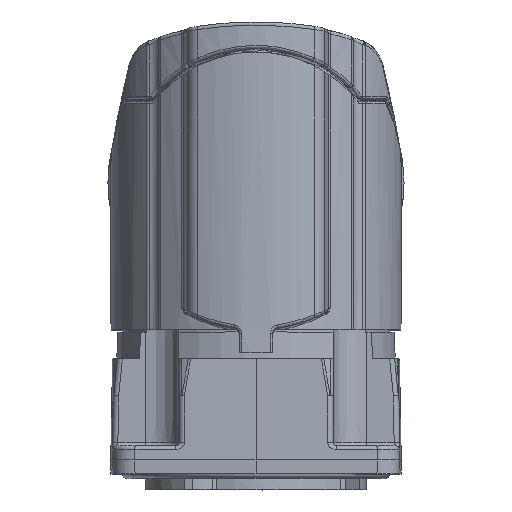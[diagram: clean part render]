
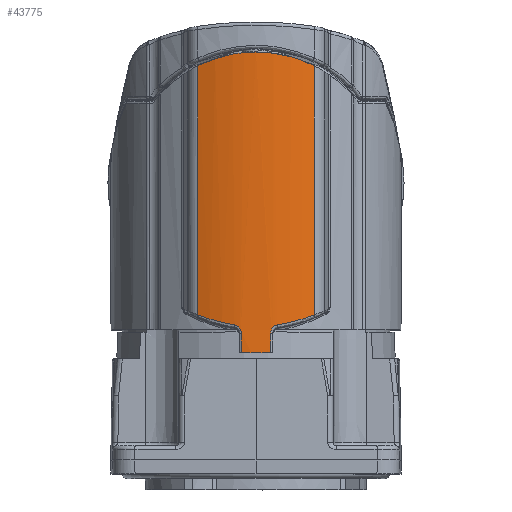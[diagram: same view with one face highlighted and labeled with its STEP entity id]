
A CAD part, top view. The second image highlights one B-rep face of the part: STEP entity #43775.
In plain terms, the highlighted cylindrical face has radius 15 mm (diameter 30 mm), a partial arc.
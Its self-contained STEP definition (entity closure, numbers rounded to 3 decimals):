
#10870=CARTESIAN_POINT('',(5.21,36.514,14.066));
#11437=CARTESIAN_POINT('',(-5.21,36.514,
14.066));
#15592=CARTESIAN_POINT('',(-5.21,14.249,
14.066));
#15593=CARTESIAN_POINT('',(-4.992,14.158,
14.147));
#15594=CARTESIAN_POINT('',(-4.556,13.988,
14.297));
#15595=CARTESIAN_POINT('',(-3.899,13.771,
14.49));
#15596=CARTESIAN_POINT('',(-3.24,13.59,
14.651));
#15597=CARTESIAN_POINT('',(-2.58,13.444,
14.781));
#15598=CARTESIAN_POINT('',(-2.141,13.37,
14.848));
#15599=CARTESIAN_POINT('',(-1.922,13.338,
14.876));
#15601=DIRECTION('',(0.,1.,0.));
#15602=VECTOR('',#15601,22.266);
#15603=CARTESIAN_POINT('',(-5.21,14.249,
14.066));
#15604=LINE('',#15603,#15602);
#15605=CARTESIAN_POINT('',(-5.21,36.514,
14.066));
#15606=CARTESIAN_POINT('',(-4.995,36.622,
14.146));
#15607=CARTESIAN_POINT('',(-4.564,36.822,
14.294));
#15608=CARTESIAN_POINT('',(-3.914,37.077,
14.486));
#15609=CARTESIAN_POINT('',(-3.262,37.289,
14.646));
#15610=CARTESIAN_POINT('',(-2.61,37.459,
14.776));
#15611=CARTESIAN_POINT('',(-1.957,37.59,
14.877));
#15612=CARTESIAN_POINT('',(-1.305,37.683,
14.948));
#15613=CARTESIAN_POINT('',(-0.652,37.738,
14.991));
#15614=CARTESIAN_POINT('',(-0.217,37.75,15.));
#15615=CARTESIAN_POINT('',(0.,37.75,15.));
#15617=CARTESIAN_POINT('',(0.,37.75,15.));
#15618=CARTESIAN_POINT('',(0.217,37.75,15.));
#15619=CARTESIAN_POINT('',(0.652,37.738,
14.991));
#15620=CARTESIAN_POINT('',(1.305,37.683,14.948));
#15621=CARTESIAN_POINT('',(1.957,37.59,14.877));
#15622=CARTESIAN_POINT('',(2.61,37.459,14.776));
#15623=CARTESIAN_POINT('',(3.262,37.289,14.646));
#15624=CARTESIAN_POINT('',(3.914,37.077,14.486));
#15625=CARTESIAN_POINT('',(4.564,36.822,14.294));
#15626=CARTESIAN_POINT('',(4.995,36.622,14.146));
#15627=CARTESIAN_POINT('',(5.21,36.514,14.066));
#15629=DIRECTION('',(0.,1.,0.));
#15630=VECTOR('',#15629,22.266);
#15631=CARTESIAN_POINT('',(5.21,14.249,14.066));
#15632=LINE('',#15631,#15630);
#15633=CARTESIAN_POINT('',(5.21,14.249,14.066));
#15634=CARTESIAN_POINT('',(4.992,14.158,14.147));
#15635=CARTESIAN_POINT('',(4.556,13.988,14.297));
#15636=CARTESIAN_POINT('',(3.899,13.771,14.49));
#15637=CARTESIAN_POINT('',(3.24,13.59,14.651));
#15638=CARTESIAN_POINT('',(2.58,13.444,14.781));
#15639=CARTESIAN_POINT('',(2.141,13.37,14.848));
#15640=CARTESIAN_POINT('',(1.922,13.338,14.876));
#15647=DIRECTION('',(0.,-1.,0.));
#15648=VECTOR('',#15647,1.697);
#15649=CARTESIAN_POINT('',(-1.318,12.547,
14.942));
#15650=LINE('',#15649,#15648);
#15651=CARTESIAN_POINT('',(-1.922,13.338,
14.876));
#15652=CARTESIAN_POINT('',(-1.893,13.334,
14.88));
#15653=CARTESIAN_POINT('',(-1.835,13.321,
14.887));
#15654=CARTESIAN_POINT('',(-1.745,13.287,
14.898));
#15655=CARTESIAN_POINT('',(-1.657,13.237,
14.908));
#15656=CARTESIAN_POINT('',(-1.574,13.172,
14.917));
#15657=CARTESIAN_POINT('',(-1.5,13.095,
14.925));
#15658=CARTESIAN_POINT('',(-1.436,13.006,
14.931));
#15659=CARTESIAN_POINT('',(-1.385,12.908,
14.936));
#15660=CARTESIAN_POINT('',(-1.347,12.8,
14.939));
#15661=CARTESIAN_POINT('',(-1.324,12.684,
14.941));
#15662=CARTESIAN_POINT('',(-1.318,12.594,
14.942));
#15663=CARTESIAN_POINT('',(-1.318,12.547,
14.942));
#15872=CARTESIAN_POINT('',(-5.21,14.249,
14.066));
#16020=CARTESIAN_POINT('',(0.,10.85,0.));
#16021=DIRECTION('',(0.,-1.,0.));
#16022=DIRECTION('',(0.088,0.,0.996));
#16023=AXIS2_PLACEMENT_3D('',#16020,#16021,#16022);
#16111=CARTESIAN_POINT('',(1.318,12.547,14.942));
#16117=DIRECTION('',(0.,1.,0.));
#16118=VECTOR('',#16117,1.697);
#16119=CARTESIAN_POINT('',(1.318,10.85,14.942));
#16120=LINE('',#16119,#16118);
#16121=CARTESIAN_POINT('',(1.318,12.547,14.942));
#16122=CARTESIAN_POINT('',(1.318,12.594,14.942));
#16123=CARTESIAN_POINT('',(1.324,12.684,14.941));
#16124=CARTESIAN_POINT('',(1.347,12.8,14.939));
#16125=CARTESIAN_POINT('',(1.385,12.908,14.936));
#16126=CARTESIAN_POINT('',(1.437,13.006,14.931));
#16127=CARTESIAN_POINT('',(1.5,13.095,14.925));
#16128=CARTESIAN_POINT('',(1.574,13.172,14.917));
#16129=CARTESIAN_POINT('',(1.657,13.237,14.908));
#16130=CARTESIAN_POINT('',(1.745,13.287,14.898));
#16131=CARTESIAN_POINT('',(1.835,13.321,14.887));
#16132=CARTESIAN_POINT('',(1.893,13.334,14.88));
#16133=CARTESIAN_POINT('',(1.922,13.338,14.876));
#16159=CARTESIAN_POINT('',(1.922,13.338,14.876));
#16369=CARTESIAN_POINT('',(5.21,14.249,14.066));
#22044=CARTESIAN_POINT('',(-1.318,10.85,14.942));
#22046=VERTEX_POINT('',#22044);
#22049=CARTESIAN_POINT('',(1.318,10.85,14.942));
#22051=VERTEX_POINT('',#22049);
#22057=VERTEX_POINT('',#15872);
#22064=VERTEX_POINT('',#16369);
#22092=VERTEX_POINT('',#16111);
#22093=VERTEX_POINT('',#16159);
#22101=CARTESIAN_POINT('',(-1.922,13.338,
14.876));
#22102=VERTEX_POINT('',#22101);
#22104=CARTESIAN_POINT('',(-1.318,12.547,
14.942));
#22106=VERTEX_POINT('',#22104);
#22114=VERTEX_POINT('',#11437);
#22115=VERTEX_POINT('',#10870);
#22122=VERTEX_POINT('',#15615);
#43748=CARTESIAN_POINT('',(0.,12.65,0.));
#43749=DIRECTION('',(0.,-1.,0.));
#43750=DIRECTION('',(0.,0.,-1.));
#43751=AXIS2_PLACEMENT_3D('',#43748,#43749,#43750);
#43752=CYLINDRICAL_SURFACE('',#43751,15.);
#43754=ORIENTED_EDGE('',*,*,#43753,.F.);
#43756=ORIENTED_EDGE('',*,*,#43755,.F.);
#43758=ORIENTED_EDGE('',*,*,#43757,.F.);
#43760=ORIENTED_EDGE('',*,*,#43759,.T.);
#43761=ORIENTED_EDGE('',*,*,#39751,.T.);
#43762=ORIENTED_EDGE('',*,*,#39016,.T.);
#43764=ORIENTED_EDGE('',*,*,#43763,.F.);
#43766=ORIENTED_EDGE('',*,*,#43765,.T.);
#43768=ORIENTED_EDGE('',*,*,#43767,.F.);
#43770=ORIENTED_EDGE('',*,*,#43769,.F.);
#43772=ORIENTED_EDGE('',*,*,#43771,.T.);
#43773=EDGE_LOOP('',(#43754,#43756,#43758,#43760,#43761,#43762,#43764,#43766,
#43768,#43770,#43772));
#43774=FACE_OUTER_BOUND('',#43773,.F.);
#43775=ADVANCED_FACE('',(#43774),#43752,.T.);
#15600=B_SPLINE_CURVE_WITH_KNOTS('',3,(#15592,#15593,#15594,#15595,#15596,
#15597,#15598,#15599),.UNSPECIFIED.,.F.,.F.,(4,1,1,1,1,4),(0.,0.2,0.4,
0.6,0.8,1.),.UNSPECIFIED.);
#15616=B_SPLINE_CURVE_WITH_KNOTS('',3,(#15605,#15606,#15607,#15608,#15609,
#15610,#15611,#15612,#15613,#15614,#15615),.UNSPECIFIED.,.F.,.F.,(4,1,1,1,1,1,1,
1,4),(0.,0.125,0.25,0.375,0.5,0.625,0.75,0.875,1.),
.UNSPECIFIED.);
#15628=B_SPLINE_CURVE_WITH_KNOTS('',3,(#15617,#15618,#15619,#15620,#15621,
#15622,#15623,#15624,#15625,#15626,#15627),.UNSPECIFIED.,.F.,.F.,(4,1,1,1,1,1,1,
1,4),(0.,0.125,0.25,0.375,0.5,0.625,0.75,0.875,1.),
.UNSPECIFIED.);
#15641=B_SPLINE_CURVE_WITH_KNOTS('',3,(#15633,#15634,#15635,#15636,#15637,
#15638,#15639,#15640),.UNSPECIFIED.,.F.,.F.,(4,1,1,1,1,4),(0.,0.2,0.4,
0.6,0.8,1.),.UNSPECIFIED.);
#15664=B_SPLINE_CURVE_WITH_KNOTS('',3,(#15651,#15652,#15653,#15654,#15655,
#15656,#15657,#15658,#15659,#15660,#15661,#15662,#15663),.UNSPECIFIED.,.F.,.F.,(
4,1,1,1,1,1,1,1,1,1,4),(0.,0.1,0.2,0.3,0.4,0.5,0.6,0.7,0.8,
0.9,1.),.UNSPECIFIED.);
#16024=CIRCLE('',#16023,15.);
#16134=B_SPLINE_CURVE_WITH_KNOTS('',3,(#16121,#16122,#16123,#16124,#16125,
#16126,#16127,#16128,#16129,#16130,#16131,#16132,#16133),.UNSPECIFIED.,.F.,.F.,(
4,1,1,1,1,1,1,1,1,1,4),(0.,0.1,0.2,0.3,0.4,0.5,0.6,0.7,0.8,
0.9,1.),.UNSPECIFIED.);
#39016=EDGE_CURVE('',#22122,#22115,#15628,.T.);
#39751=EDGE_CURVE('',#22114,#22122,#15616,.T.);
#43753=EDGE_CURVE('',#22106,#22046,#15650,.T.);
#43755=EDGE_CURVE('',#22102,#22106,#15664,.T.);
#43757=EDGE_CURVE('',#22057,#22102,#15600,.T.);
#43759=EDGE_CURVE('',#22057,#22114,#15604,.T.);
#43763=EDGE_CURVE('',#22064,#22115,#15632,.T.);
#43765=EDGE_CURVE('',#22064,#22093,#15641,.T.);
#43767=EDGE_CURVE('',#22092,#22093,#16134,.T.);
#43769=EDGE_CURVE('',#22051,#22092,#16120,.T.);
#43771=EDGE_CURVE('',#22051,#22046,#16024,.T.);
